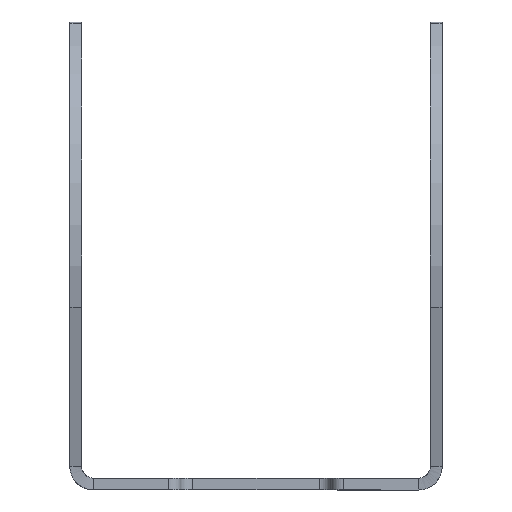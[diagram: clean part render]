
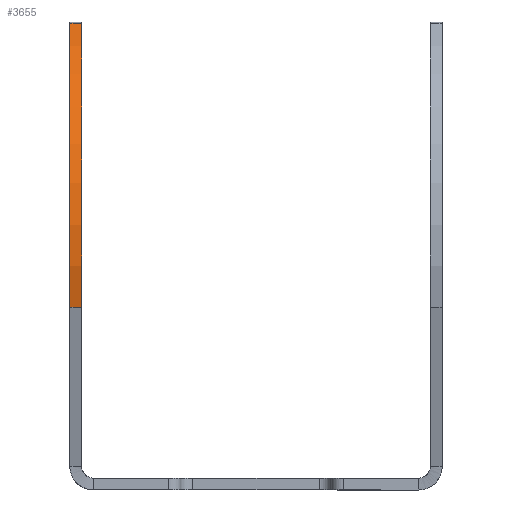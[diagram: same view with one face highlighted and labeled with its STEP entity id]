
A CAD part, front view. The second image highlights one B-rep face of the part: STEP entity #3655.
In plain terms, the highlighted cylindrical face has radius 62 mm (diameter 124 mm), a partial arc.
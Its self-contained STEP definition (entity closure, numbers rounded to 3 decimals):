
#313 = VERTEX_POINT ( 'NONE', #1302 ) ;
#373 = CARTESIAN_POINT ( 'NONE',  ( -47., 18.474, 114.786 ) ) ;
#436 = EDGE_CURVE ( 'NONE', #2836, #562, #801, .T. ) ;
#562 = VERTEX_POINT ( 'NONE', #373 ) ;
#587 = VECTOR ( 'NONE', #3483, 1000. ) ;
#623 = DIRECTION ( 'NONE',  ( 0., 0., -1. ) ) ;
#654 = ORIENTED_EDGE ( 'NONE', *, *, #436, .T. ) ;
#748 = DIRECTION ( 'NONE',  ( -1., 0., 0. ) ) ;
#801 = LINE ( 'NONE', #1104, #587 ) ;
#916 = FACE_OUTER_BOUND ( 'NONE', #2127, .T. ) ;
#956 = LINE ( 'NONE', #2975, #1541 ) ;
#1104 = CARTESIAN_POINT ( 'NONE',  ( -47., 18.474, 114.786 ) ) ;
#1266 = CARTESIAN_POINT ( 'NONE',  ( -47., -12.173, 43.175 ) ) ;
#1302 = CARTESIAN_POINT ( 'NONE',  ( -44., -12.173, 43.175 ) ) ;
#1468 = DIRECTION ( 'NONE',  ( 1., 0., 0. ) ) ;
#1541 = VECTOR ( 'NONE', #1468, 1000. ) ;
#1641 = DIRECTION ( 'NONE',  ( 0., 0., -1. ) ) ;
#1652 = ORIENTED_EDGE ( 'NONE', *, *, #3545, .T. ) ;
#1700 = VERTEX_POINT ( 'NONE', #1266 ) ;
#1747 = ORIENTED_EDGE ( 'NONE', *, *, #3749, .F. ) ;
#1973 = CARTESIAN_POINT ( 'NONE',  ( -44., 47.5, 60. ) ) ;
#2032 = CIRCLE ( 'NONE', #3813, 62. ) ;
#2093 = CYLINDRICAL_SURFACE ( 'NONE', #2588, 62. ) ;
#2127 = EDGE_LOOP ( 'NONE', ( #3232, #654, #1747, #1652 ) ) ;
#2316 = EDGE_CURVE ( 'NONE', #313, #2836, #2327, .T. ) ;
#2327 = CIRCLE ( 'NONE', #3383, 62. ) ;
#2588 = AXIS2_PLACEMENT_3D ( 'NONE', #2955, #3539, #623 ) ;
#2836 = VERTEX_POINT ( 'NONE', #3242 ) ;
#2955 = CARTESIAN_POINT ( 'NONE',  ( -47., 47.5, 60. ) ) ;
#2964 = DIRECTION ( 'NONE',  ( -1., 0., 0. ) ) ;
#2975 = CARTESIAN_POINT ( 'NONE',  ( -47., -12.173, 43.175 ) ) ;
#3184 = CARTESIAN_POINT ( 'NONE',  ( -47., 47.5, 60. ) ) ;
#3232 = ORIENTED_EDGE ( 'NONE', *, *, #2316, .T. ) ;
#3242 = CARTESIAN_POINT ( 'NONE',  ( -44., 18.474, 114.786 ) ) ;
#3383 = AXIS2_PLACEMENT_3D ( 'NONE', #1973, #748, #1641 ) ;
#3483 = DIRECTION ( 'NONE',  ( -1., 0., 0. ) ) ;
#3488 = DIRECTION ( 'NONE',  ( 0., 0., -1. ) ) ;
#3539 = DIRECTION ( 'NONE',  ( 1., 0., 0. ) ) ;
#3545 = EDGE_CURVE ( 'NONE', #1700, #313, #956, .T. ) ;
#3655 = ADVANCED_FACE ( 'NONE', ( #916 ), #2093, .T. ) ;
#3749 = EDGE_CURVE ( 'NONE', #1700, #562, #2032, .T. ) ;
#3813 = AXIS2_PLACEMENT_3D ( 'NONE', #3184, #2964, #3488 ) ;
